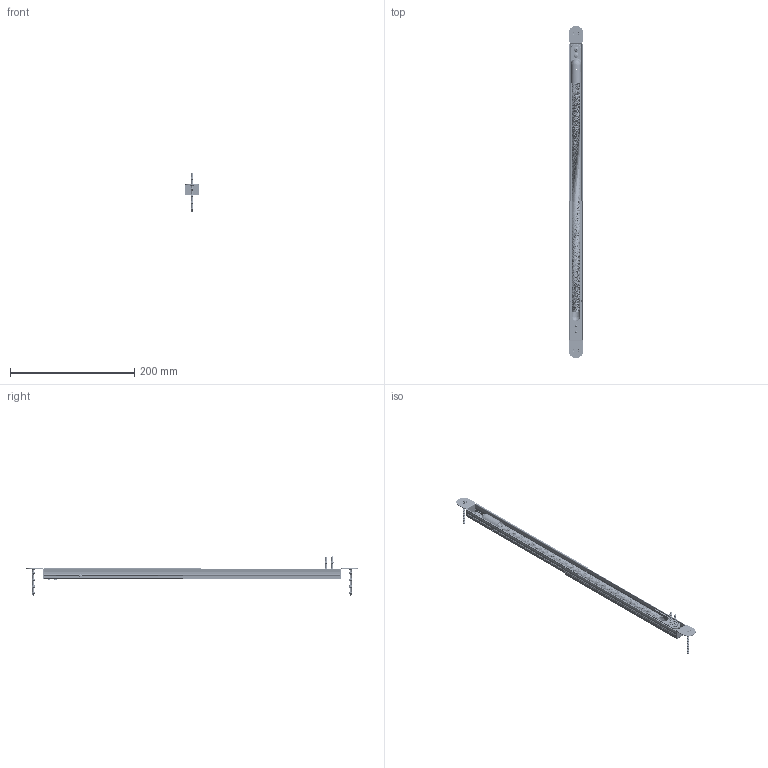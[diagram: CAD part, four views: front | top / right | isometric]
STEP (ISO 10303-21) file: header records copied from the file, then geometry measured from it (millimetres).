
FILE_DESCRIPTION (( 'STEP AP214' ), '1' );
FILE_NAME ('DLMC390.step', '2021-07-29T14:40:42', ( '' ), ( '' ), 'SwSTEP 2.0', 'SolidWorks 2020', '' );
FILE_SCHEMA (( 'AUTOMOTIVE_DESIGN' ));
Length unit declared in the file: millimetre
Products named in the file (17): ISO 4027 - M4 x 3-S-2; MP0186-ADJUSTABLE CASING OF MORTICE DL 1-1; ISO 4027 - M4 x 3-S-4; ISO 4027 - M4 x 3-S-1; Tapping screw DIN 7982-ST4.2x45-C-H-S-2; ISO 7045 - M4 x 6 - Z --- 6S-3; Tapping screw DIN 7982-ST4.2x25-C-H-S-2; MP0170-SPIRAL DOOR LOOP-2; Tapping screw DIN 7982-ST4.2x25-C-H-S-1; Group1; ISO 4027 - M4 x 3-S-3; Tapping screw DIN 7049-ST4.2x25-C-H-S-1; Tapping screw DIN 7049-ST4.2x25-C-H-S-2; Tapping screw DIN 7982-ST4.2x45-C-H-S-1; DLMC390; MP0183-END CAP MDL-2; ISO 7045 - M4 x 6 - Z --- 6S-1
Assembly tree (16 placements, depth 2):
  DLMC390
    Group1
    MP0186-ADJUSTABLE CASING OF MORTICE DL 1-1
    ISO 7045 - M4 x 6 - Z --- 6S-1
    ISO 7045 - M4 x 6 - Z --- 6S-3
    MP0183-END CAP MDL-2
    Tapping screw DIN 7982-ST4.2x25-C-H-S-1
    ISO 4027 - M4 x 3-S-4
    Tapping screw DIN 7049-ST4.2x25-C-H-S-1
    Tapping screw DIN 7982-ST4.2x45-C-H-S-1
    ISO 4027 - M4 x 3-S-1
    Tapping screw DIN 7982-ST4.2x45-C-H-S-2
    ISO 4027 - M4 x 3-S-3
    ISO 4027 - M4 x 3-S-2
    Tapping screw DIN 7982-ST4.2x25-C-H-S-2
    Tapping screw DIN 7049-ST4.2x25-C-H-S-2
    MP0170-SPIRAL DOOR LOOP-2
Bounding box: 24.03 x 534 x 65.1 mm (x, y, z)
Volume: 42540.7 mm3; surface area: 114623.7 mm2
Topology: 15 solids, 16 shells, 1557 faces, 3592 edges, 2050 vertices
Faces by surface type: cone 686, cylinder 379, plane 332, bspline 130, torus 16, sphere 14
Entity records: 97076 total; most frequent: CARTESIAN_POINT 60475, DIRECTION 7654, ORIENTED_EDGE 7116, EDGE_CURVE 3560, AXIS2_PLACEMENT_3D 2967, VERTEX_POINT 2046, LINE 1720, VECTOR 1720
